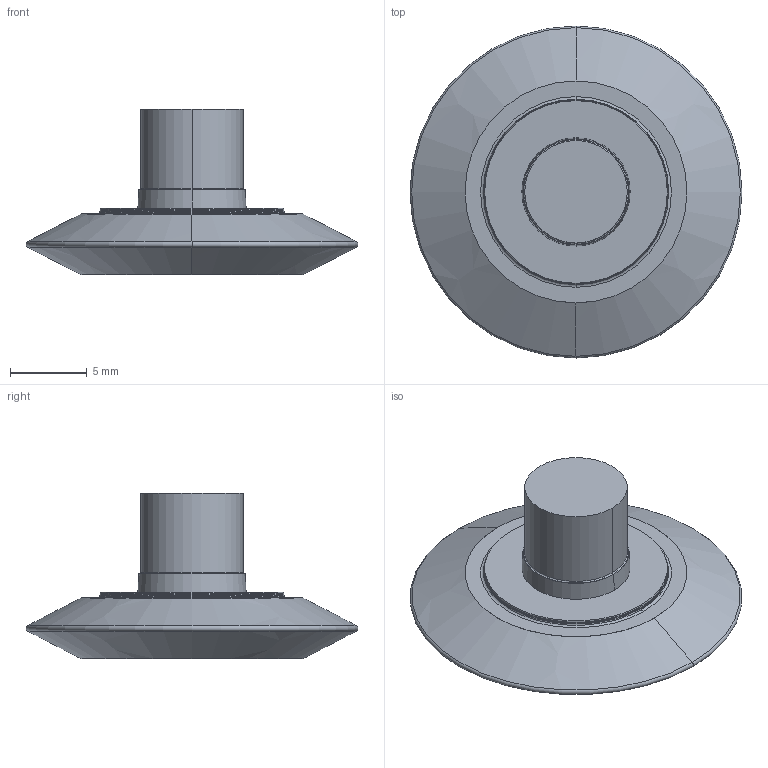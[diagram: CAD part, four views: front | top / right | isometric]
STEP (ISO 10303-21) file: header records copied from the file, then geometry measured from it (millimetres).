
FILE_DESCRIPTION((''),'2;1');
FILE_NAME('17Y21714T8RP55','2015-11-21T',('thielmann'),(''),'PRO/ENGINEER BY PARAMETRIC TECHNOLOGY CORPORATION, 2011490','PRO/ENGINEER BY PARAMETRIC TECHNOLOGY CORPORATION, 2011490','');
FILE_SCHEMA(('AUTOMOTIVE_DESIGN { 1 2 10303 214 0 1 1 1 }'));
Length unit declared in the file: millimetre
Products named in the file (3): NOCUT; CUT; 17Y21714T8RP55
Assembly tree (2 placements, depth 2):
  17Y21714T8RP55
    NOCUT
    CUT
Bounding box: 21.7 x 21.7 x 10.82 mm (x, y, z)
Volume: 1287.8 mm3; surface area: 1311.4 mm2
Topology: 2 solids, 2 shells, 37 faces, 74 edges, 44 vertices
Faces by surface type: cone 14, torus 8, cylinder 6, plane 5, bspline 4
Entity records: 1482 total; most frequent: CARTESIAN_POINT 232, DIRECTION 220, ORIENTED_EDGE 144, AXIS2_PLACEMENT_3D 99, PRESENTATION_STYLE_ASSIGNMENT 81, STYLED_ITEM 81, CURVE_STYLE 79, EDGE_CURVE 72
